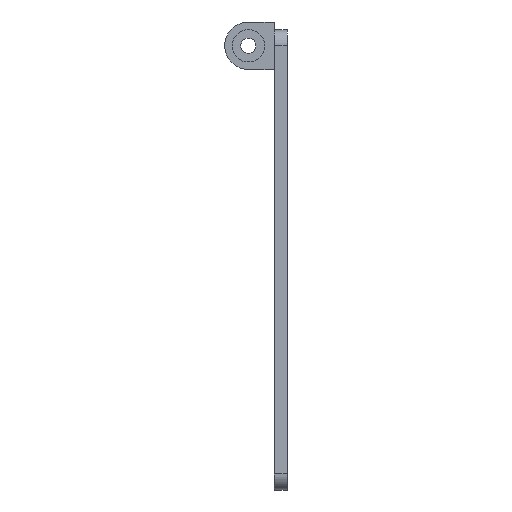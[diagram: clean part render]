
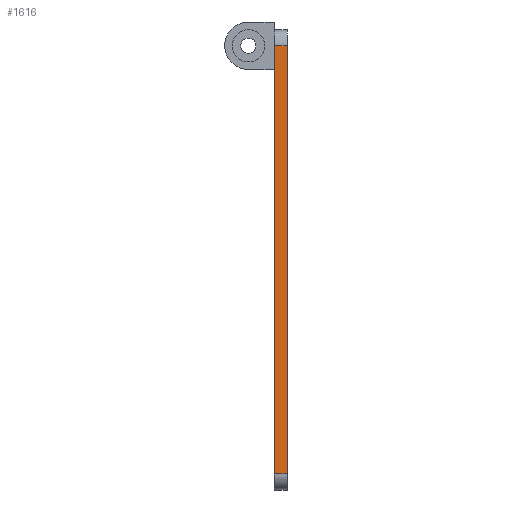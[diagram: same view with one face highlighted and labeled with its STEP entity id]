
A CAD part, left-side view. The second image highlights one B-rep face of the part: STEP entity #1616.
In plain terms, the highlighted planar face has unit normal (-1, 0, 0).
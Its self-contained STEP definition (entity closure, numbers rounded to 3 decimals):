
#53 = LINE ( 'NONE', #1123, #70 ) ;
#54 = LINE ( 'NONE', #1088, #82 ) ;
#59 = LINE ( 'NONE', #1046, #78 ) ;
#60 = VECTOR ( 'NONE', #1072, 1000. ) ;
#70 = VECTOR ( 'NONE', #1106, 1000. ) ;
#78 = VECTOR ( 'NONE', #1047, 1000. ) ;
#82 = VECTOR ( 'NONE', #1082, 1000. ) ;
#90 = LINE ( 'NONE', #1054, #60 ) ;
#112 = FACE_OUTER_BOUND ( 'NONE', #325, .T. ) ;
#325 = EDGE_LOOP ( 'NONE', ( #514, #496, #392, #431 ) ) ;
#392 = ORIENTED_EDGE ( 'NONE', *, *, #1471, .F. ) ;
#431 = ORIENTED_EDGE ( 'NONE', *, *, #1455, .T. ) ;
#496 = ORIENTED_EDGE ( 'NONE', *, *, #1503, .F. ) ;
#514 = ORIENTED_EDGE ( 'NONE', *, *, #1469, .T. ) ;
#722 = VERTEX_POINT ( 'NONE', #778 ) ;
#730 = VERTEX_POINT ( 'NONE', #757 ) ;
#744 = VERTEX_POINT ( 'NONE', #777 ) ;
#746 = VERTEX_POINT ( 'NONE', #782 ) ;
#757 = CARTESIAN_POINT ( 'NONE',  ( -108.25, 0., -49.5 ) ) ;
#777 = CARTESIAN_POINT ( 'NONE',  ( -108.25, 3., -49.5 ) ) ;
#778 = CARTESIAN_POINT ( 'NONE',  ( -108.25, 3., 49.5 ) ) ;
#782 = CARTESIAN_POINT ( 'NONE',  ( -108.25, 0., 49.5 ) ) ;
#1046 = CARTESIAN_POINT ( 'NONE',  ( -108.25, 0., -49.5 ) ) ;
#1047 = DIRECTION ( 'NONE',  ( 0., 0., 1. ) ) ;
#1054 = CARTESIAN_POINT ( 'NONE',  ( -108.25, 3., -49.5 ) ) ;
#1072 = DIRECTION ( 'NONE',  ( 0., -1., 0. ) ) ;
#1082 = DIRECTION ( 'NONE',  ( 0., -1., 0. ) ) ;
#1088 = CARTESIAN_POINT ( 'NONE',  ( -108.25, 3., 49.5 ) ) ;
#1106 = DIRECTION ( 'NONE',  ( 0., 0., 1. ) ) ;
#1123 = CARTESIAN_POINT ( 'NONE',  ( -108.25, 3., -49.5 ) ) ;
#1180 = CARTESIAN_POINT ( 'NONE',  ( -108.25, 3., -49.5 ) ) ;
#1190 = PLANE ( 'NONE',  #1564 ) ;
#1219 = DIRECTION ( 'NONE',  ( 1., 0., 0. ) ) ;
#1223 = DIRECTION ( 'NONE',  ( 0., 0., -1. ) ) ;
#1455 = EDGE_CURVE ( 'NONE', #744, #730, #90, .T. ) ;
#1469 = EDGE_CURVE ( 'NONE', #730, #746, #59, .T. ) ;
#1471 = EDGE_CURVE ( 'NONE', #744, #722, #53, .T. ) ;
#1503 = EDGE_CURVE ( 'NONE', #722, #746, #54, .T. ) ;
#1564 = AXIS2_PLACEMENT_3D ( 'NONE', #1180, #1219, #1223 ) ;
#1616 = ADVANCED_FACE ( 'NONE', ( #112 ), #1190, .F. ) ;
